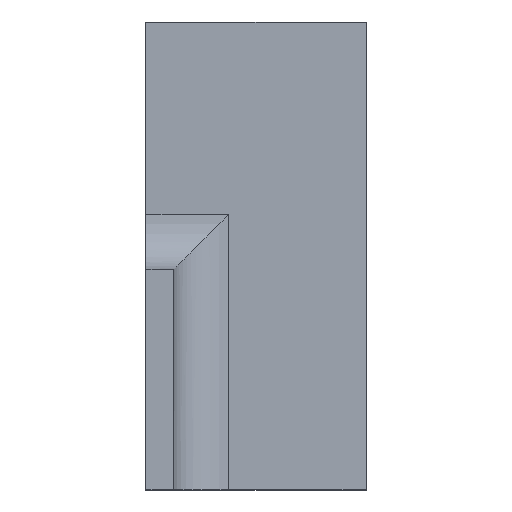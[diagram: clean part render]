
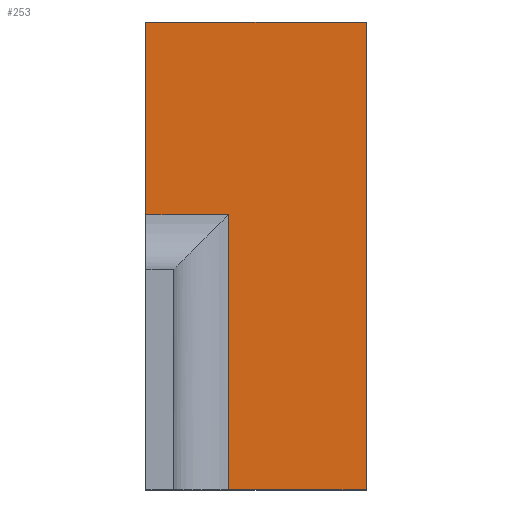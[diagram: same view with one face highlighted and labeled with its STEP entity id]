
A CAD part, top view. The second image highlights one B-rep face of the part: STEP entity #253.
In plain terms, the highlighted planar face has unit normal (0, 0, 1).
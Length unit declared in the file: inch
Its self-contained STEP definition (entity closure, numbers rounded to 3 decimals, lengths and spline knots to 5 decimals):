
#18=PLANE('',#290);
#31=FACE_OUTER_BOUND('',#45,.T.);
#45=EDGE_LOOP('',(#188,#189,#190,#191,#192,#193));
#65=LINE('',#377,#94);
#68=LINE('',#388,#97);
#69=LINE('',#391,#98);
#70=LINE('',#393,#99);
#71=LINE('',#395,#100);
#72=LINE('',#396,#101);
#94=VECTOR('',#308,0.3937);
#97=VECTOR('',#319,0.3937);
#98=VECTOR('',#322,0.3937);
#99=VECTOR('',#323,0.3937);
#100=VECTOR('',#324,0.3937);
#101=VECTOR('',#325,0.3937);
#123=VERTEX_POINT('',#375);
#124=VERTEX_POINT('',#376);
#128=VERTEX_POINT('',#386);
#129=VERTEX_POINT('',#390);
#130=VERTEX_POINT('',#392);
#131=VERTEX_POINT('',#394);
#146=EDGE_CURVE('',#123,#124,#65,.T.);
#152=EDGE_CURVE('',#128,#123,#68,.T.);
#153=EDGE_CURVE('',#128,#129,#69,.T.);
#154=EDGE_CURVE('',#130,#129,#70,.T.);
#155=EDGE_CURVE('',#131,#130,#71,.T.);
#156=EDGE_CURVE('',#124,#131,#72,.T.);
#188=ORIENTED_EDGE('',*,*,#146,.F.);
#189=ORIENTED_EDGE('',*,*,#152,.F.);
#190=ORIENTED_EDGE('',*,*,#153,.T.);
#191=ORIENTED_EDGE('',*,*,#154,.F.);
#192=ORIENTED_EDGE('',*,*,#155,.F.);
#193=ORIENTED_EDGE('',*,*,#156,.F.);
#253=ADVANCED_FACE('',(#31),#18,.T.);
#290=AXIS2_PLACEMENT_3D('',#389,#320,#321);
#308=DIRECTION('',(-1.,0.,0.));
#319=DIRECTION('',(0.,1.,0.));
#320=DIRECTION('center_axis',(0.,0.,1.));
#321=DIRECTION('ref_axis',(0.,-1.,0.));
#322=DIRECTION('',(1.,0.,0.));
#323=DIRECTION('',(0.,-1.,0.));
#324=DIRECTION('',(1.,0.,0.));
#325=DIRECTION('',(0.,1.,0.));
#375=CARTESIAN_POINT('',(0.375,-0.875,1.125));
#376=CARTESIAN_POINT('',(0.,-0.875,1.125));
#377=CARTESIAN_POINT('',(0.,-0.875,1.125));
#386=CARTESIAN_POINT('',(0.375,-2.125,1.125));
#388=CARTESIAN_POINT('',(0.375,-0.8125,1.125));
#389=CARTESIAN_POINT('Origin',(0.,0.,1.125));
#390=CARTESIAN_POINT('',(1.,-2.125,1.125));
#391=CARTESIAN_POINT('',(0.,-2.125,1.125));
#392=CARTESIAN_POINT('',(1.,0.,1.125));
#393=CARTESIAN_POINT('',(1.,-0.125,1.125));
#394=CARTESIAN_POINT('',(0.,0.,1.125));
#395=CARTESIAN_POINT('',(0.,0.,1.125));
#396=CARTESIAN_POINT('',(0.,-2.125,1.125));
